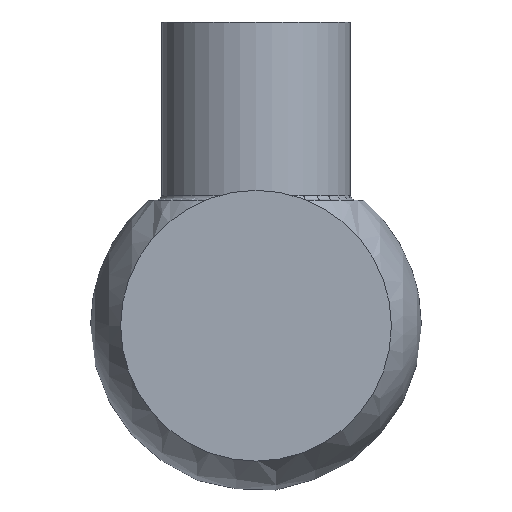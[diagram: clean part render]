
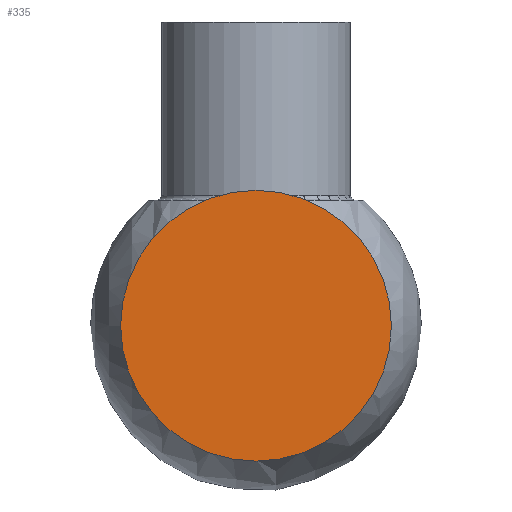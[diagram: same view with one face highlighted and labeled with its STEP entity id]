
A CAD part, front view. The second image highlights one B-rep face of the part: STEP entity #335.
In plain terms, the highlighted planar face has unit normal (0, -1, 0).
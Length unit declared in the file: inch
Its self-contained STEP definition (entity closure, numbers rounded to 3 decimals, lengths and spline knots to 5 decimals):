
#21=PLANE('',#410);
#47=FACE_OUTER_BOUND('',#67,.T.);
#67=EDGE_LOOP('',(#302,#303));
#101=CIRCLE('',#370,1.7895);
#102=CIRCLE('',#371,1.7895);
#139=VERTEX_POINT('',#580);
#140=VERTEX_POINT('',#582);
#178=EDGE_CURVE('',#139,#140,#101,.T.);
#179=EDGE_CURVE('',#140,#139,#102,.T.);
#302=ORIENTED_EDGE('',*,*,#179,.F.);
#303=ORIENTED_EDGE('',*,*,#178,.F.);
#335=ADVANCED_FACE('',(#47),#21,.F.);
#370=AXIS2_PLACEMENT_3D('',#583,#441,#442);
#371=AXIS2_PLACEMENT_3D('',#584,#443,#444);
#410=AXIS2_PLACEMENT_3D('',#656,#530,#531);
#441=DIRECTION('center_axis',(0.,1.,0.));
#442=DIRECTION('ref_axis',(0.,0.,1.));
#443=DIRECTION('center_axis',(0.,1.,0.));
#444=DIRECTION('ref_axis',(0.,0.,1.));
#530=DIRECTION('center_axis',(0.,1.,0.));
#531=DIRECTION('ref_axis',(0.,0.,1.));
#580=CARTESIAN_POINT('',(0.,-1.815,-1.7895));
#582=CARTESIAN_POINT('',(0.,-1.815,1.7895));
#583=CARTESIAN_POINT('Origin',(0.,-1.815,0.));
#584=CARTESIAN_POINT('Origin',(0.,-1.815,0.));
#656=CARTESIAN_POINT('Origin',(0.,-1.815,-1.7895));
